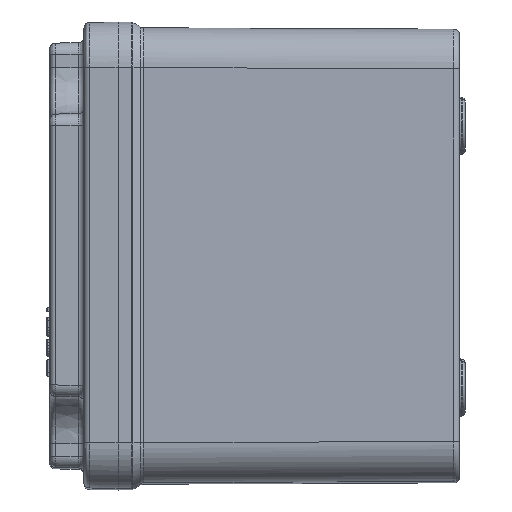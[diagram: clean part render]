
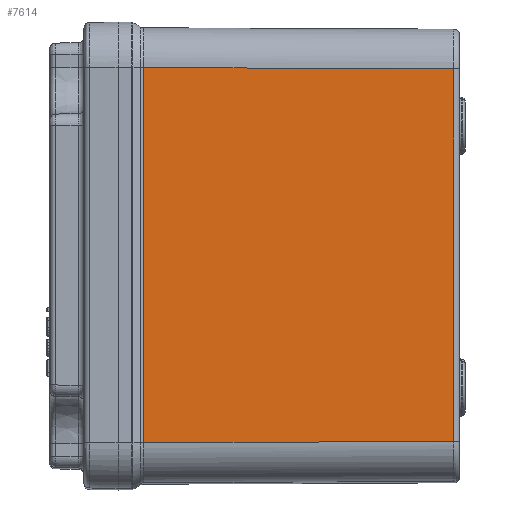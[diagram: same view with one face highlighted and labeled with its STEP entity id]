
A CAD part, top view. The second image highlights one B-rep face of the part: STEP entity #7614.
In plain terms, the highlighted face is planar.
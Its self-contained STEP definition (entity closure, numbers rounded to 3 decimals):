
#4380=PLANE('',#21406);
#4659=FACE_OUTER_BOUND('',#9228,.T.);
#5735=LINE('',#29543,#6681);
#5736=LINE('',#29546,#6682);
#5737=LINE('',#29548,#6683);
#5738=LINE('',#29550,#6684);
#6681=VECTOR('',#23656,1.);
#6682=VECTOR('',#23657,1.);
#6683=VECTOR('',#23658,1.);
#6684=VECTOR('',#23659,1.);
#7614=ADVANCED_FACE('',(#4659),#4380,.T.);
#9228=EDGE_LOOP('',(#10701,#10702,#10703,#10704));
#10701=ORIENTED_EDGE('',*,*,#17396,.T.);
#10702=ORIENTED_EDGE('',*,*,#17397,.T.);
#10703=ORIENTED_EDGE('',*,*,#17398,.T.);
#10704=ORIENTED_EDGE('',*,*,#17399,.T.);
#15819=VERTEX_POINT('',#29544);
#15820=VERTEX_POINT('',#29545);
#15821=VERTEX_POINT('',#29547);
#15822=VERTEX_POINT('',#29549);
#17396=EDGE_CURVE('',#15819,#15820,#5735,.T.);
#17397=EDGE_CURVE('',#15820,#15821,#5736,.T.);
#17398=EDGE_CURVE('',#15821,#15822,#5737,.T.);
#17399=EDGE_CURVE('',#15822,#15819,#5738,.T.);
#21406=AXIS2_PLACEMENT_3D('',#29551,#23660,#23661);
#23656=DIRECTION('',(0.004,0.004,1.));
#23657=DIRECTION('',(0.,-1.,0.));
#23658=DIRECTION('',(-0.004,0.004,-1.));
#23659=DIRECTION('',(0.,1.,0.));
#23660=DIRECTION('',(1.,0.,-0.004));
#23661=DIRECTION('',(-0.004,0.,-1.));
#29543=CARTESIAN_POINT('',(84.999,32.999,-0.144));
#29544=CARTESIAN_POINT('',(84.743,32.743,-59.004));
#29545=CARTESIAN_POINT('',(84.98,32.98,-4.511));
#29546=CARTESIAN_POINT('',(84.98,-33.,-4.511));
#29547=CARTESIAN_POINT('',(84.98,-32.98,-4.511));
#29548=CARTESIAN_POINT('',(84.999,-32.999,-0.144));
#29549=CARTESIAN_POINT('',(84.743,-32.743,-59.004));
#29550=CARTESIAN_POINT('',(84.743,32.738,-59.004));
#29551=CARTESIAN_POINT('',(85.,0.,0.));
